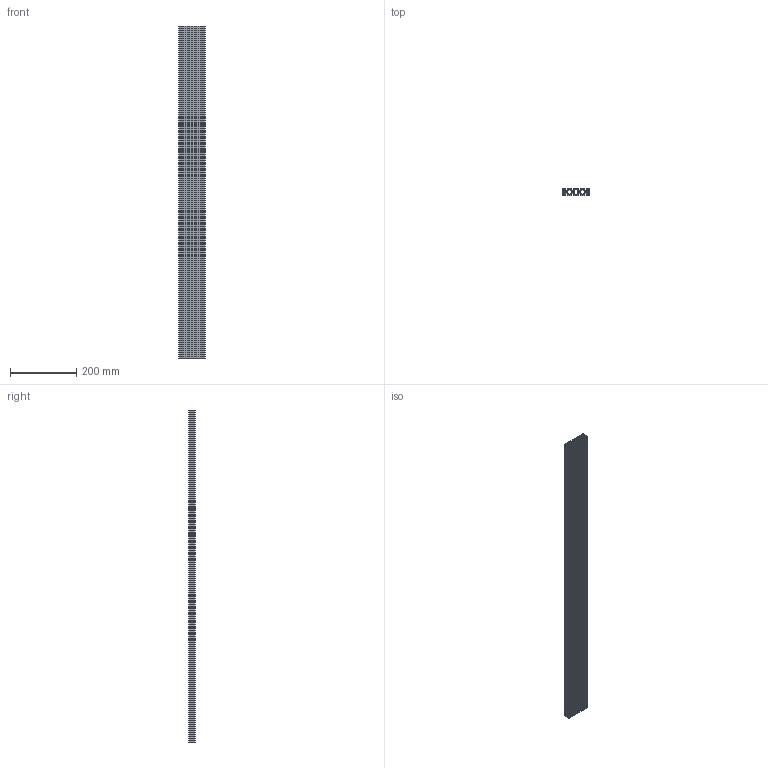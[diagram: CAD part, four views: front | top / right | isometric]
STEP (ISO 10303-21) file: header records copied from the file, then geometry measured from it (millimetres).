
FILE_DESCRIPTION (( 'STEP AP214' ), '1' );
FILE_NAME ('228L Êîíñòðóêöèîííûé ïðîôèëü 20õ80L.STEP', '2019-04-22T13:13:42', ( 'Ïîëüçîâàòåëü Windows' ), ( '' ), 'SwSTEP 2.0', 'SolidWorks 2018', '' );
FILE_SCHEMA (( 'AUTOMOTIVE_DESIGN' ));
Length unit declared in the file: millimetre
Products named in the file (1): 228L Êîíñòðóêöèîííûé ïðîôèëü 20õ80L
Bounding box: 80 x 20 x 1000 mm (x, y, z)
Volume: 402051.6 mm3; surface area: 681211.8 mm2
Topology: 1 solids, 1 shells, 610 faces, 1824 edges, 1216 vertices
Faces by surface type: cylinder 318, plane 292
Entity records: 20802 total; most frequent: DIRECTION 3682, CARTESIAN_POINT 3651, ORIENTED_EDGE 3648, EDGE_CURVE 1824, AXIS2_PLACEMENT_3D 1247, VERTEX_POINT 1216, VECTOR 1188, LINE 1188
